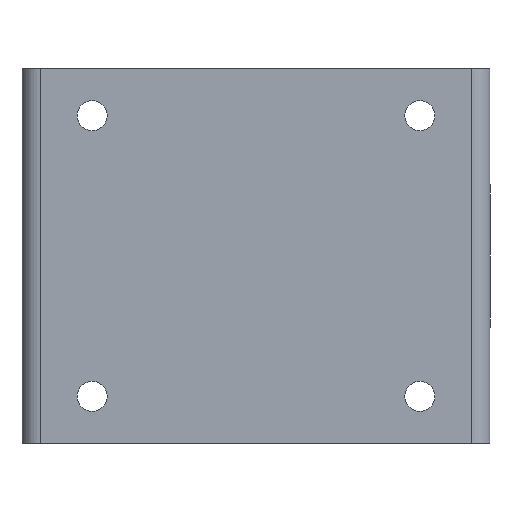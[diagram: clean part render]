
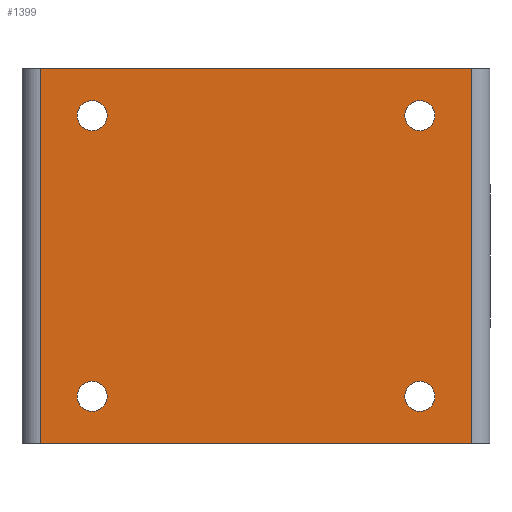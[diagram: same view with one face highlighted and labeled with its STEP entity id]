
A CAD part, front view. The second image highlights one B-rep face of the part: STEP entity #1399.
In plain terms, the highlighted planar face has unit normal (0, -1, 0).
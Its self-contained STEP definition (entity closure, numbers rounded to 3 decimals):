
#53 = FACE_BOUND ( 'NONE', #264, .T. ) ;
#101 = ORIENTED_EDGE ( 'NONE', *, *, #989, .F. ) ;
#102 = FACE_BOUND ( 'NONE', #1856, .T. ) ;
#105 = FACE_OUTER_BOUND ( 'NONE', #537, .T. ) ;
#113 = ORIENTED_EDGE ( 'NONE', *, *, #1777, .F. ) ;
#114 = FACE_BOUND ( 'NONE', #1625, .T. ) ;
#120 = DIRECTION ( 'NONE',  ( 0., 0., -1. ) ) ;
#140 = ORIENTED_EDGE ( 'NONE', *, *, #798, .F. ) ;
#158 = VERTEX_POINT ( 'NONE', #892 ) ;
#165 = DIRECTION ( 'NONE',  ( 0., 0., -1. ) ) ;
#224 = DIRECTION ( 'NONE',  ( 0., 0., -1. ) ) ;
#240 = CARTESIAN_POINT ( 'NONE',  ( -35., 0., -30. ) ) ;
#264 = EDGE_LOOP ( 'NONE', ( #140, #113 ) ) ;
#275 = LINE ( 'NONE', #1686, #920 ) ;
#279 = CIRCLE ( 'NONE', #1300, 3.2 ) ;
#293 = CARTESIAN_POINT ( 'NONE',  ( 35., 0., -30. ) ) ;
#305 = DIRECTION ( 'NONE',  ( 0., -1., 0. ) ) ;
#346 = CARTESIAN_POINT ( 'NONE',  ( 35., 0., 30. ) ) ;
#347 = AXIS2_PLACEMENT_3D ( 'NONE', #1181, #305, #165 ) ;
#380 = EDGE_CURVE ( 'NONE', #1266, #1036, #459, .T. ) ;
#393 = ORIENTED_EDGE ( 'NONE', *, *, #891, .T. ) ;
#413 = ORIENTED_EDGE ( 'NONE', *, *, #1812, .F. ) ;
#424 = DIRECTION ( 'NONE',  ( 0., -1., 0. ) ) ;
#427 = CARTESIAN_POINT ( 'NONE',  ( -35., 0., 30. ) ) ;
#435 = DIRECTION ( 'NONE',  ( 0., 0., -1. ) ) ;
#459 = CIRCLE ( 'NONE', #998, 3.2 ) ;
#468 = AXIS2_PLACEMENT_3D ( 'NONE', #500, #1260, #1009 ) ;
#500 = CARTESIAN_POINT ( 'NONE',  ( 35., 0., 30. ) ) ;
#537 = EDGE_LOOP ( 'NONE', ( #1513, #1483, #1893, #393 ) ) ;
#567 = DIRECTION ( 'NONE',  ( -1., 0., 0. ) ) ;
#579 = VERTEX_POINT ( 'NONE', #1090 ) ;
#589 = CARTESIAN_POINT ( 'NONE',  ( 46.088, 0., -40. ) ) ;
#594 = CIRCLE ( 'NONE', #1501, 3.2 ) ;
#616 = CARTESIAN_POINT ( 'NONE',  ( 35., 0., -26.8 ) ) ;
#618 = LINE ( 'NONE', #626, #2006 ) ;
#625 = CARTESIAN_POINT ( 'NONE',  ( -35., 0., -30. ) ) ;
#626 = CARTESIAN_POINT ( 'NONE',  ( 50., 0., -40. ) ) ;
#681 = CARTESIAN_POINT ( 'NONE',  ( 46.088, 0., 40. ) ) ;
#722 = FACE_BOUND ( 'NONE', #1468, .T. ) ;
#738 = CARTESIAN_POINT ( 'NONE',  ( -46.088, 0., 40. ) ) ;
#798 = EDGE_CURVE ( 'NONE', #1001, #1438, #1984, .T. ) ;
#850 = VERTEX_POINT ( 'NONE', #738 ) ;
#857 = EDGE_CURVE ( 'NONE', #850, #1658, #1312, .T. ) ;
#861 = CARTESIAN_POINT ( 'NONE',  ( -35., 0., 33.2 ) ) ;
#864 = EDGE_CURVE ( 'NONE', #1658, #886, #618, .T. ) ;
#886 = VERTEX_POINT ( 'NONE', #1356 ) ;
#891 = EDGE_CURVE ( 'NONE', #886, #1594, #1979, .T. ) ;
#892 = CARTESIAN_POINT ( 'NONE',  ( 35., 0., 33.2 ) ) ;
#920 = VECTOR ( 'NONE', #567, 1000. ) ;
#977 = CARTESIAN_POINT ( 'NONE',  ( -35., 0., -33.2 ) ) ;
#989 = EDGE_CURVE ( 'NONE', #579, #158, #1959, .T. ) ;
#998 = AXIS2_PLACEMENT_3D ( 'NONE', #240, #1321, #1976 ) ;
#1001 = VERTEX_POINT ( 'NONE', #1749 ) ;
#1009 = DIRECTION ( 'NONE',  ( 0., 0., -1. ) ) ;
#1017 = EDGE_CURVE ( 'NONE', #1036, #1266, #594, .T. ) ;
#1036 = VERTEX_POINT ( 'NONE', #977 ) ;
#1055 = DIRECTION ( 'NONE',  ( 0., 0., -1. ) ) ;
#1061 = AXIS2_PLACEMENT_3D ( 'NONE', #1532, #1392, #1055 ) ;
#1062 = CARTESIAN_POINT ( 'NONE',  ( -46.088, 0., -40. ) ) ;
#1074 = CARTESIAN_POINT ( 'NONE',  ( 35., 0., -30. ) ) ;
#1077 = CARTESIAN_POINT ( 'NONE',  ( -35., 0., 26.8 ) ) ;
#1080 = DIRECTION ( 'NONE',  ( 0., 0., -1. ) ) ;
#1085 = ORIENTED_EDGE ( 'NONE', *, *, #1311, .F. ) ;
#1090 = CARTESIAN_POINT ( 'NONE',  ( 35., 0., 26.8 ) ) ;
#1122 = ORIENTED_EDGE ( 'NONE', *, *, #1017, .F. ) ;
#1181 = CARTESIAN_POINT ( 'NONE',  ( 0., 0., 0. ) ) ;
#1208 = DIRECTION ( 'NONE',  ( 0., 0., 1. ) ) ;
#1250 = PLANE ( 'NONE',  #347 ) ;
#1251 = VECTOR ( 'NONE', #1208, 1000. ) ;
#1260 = DIRECTION ( 'NONE',  ( 0., -1., 0. ) ) ;
#1266 = VERTEX_POINT ( 'NONE', #1451 ) ;
#1300 = AXIS2_PLACEMENT_3D ( 'NONE', #427, #1346, #435 ) ;
#1310 = ORIENTED_EDGE ( 'NONE', *, *, #380, .F. ) ;
#1311 = EDGE_CURVE ( 'NONE', #158, #579, #1407, .T. ) ;
#1312 = LINE ( 'NONE', #1369, #1334 ) ;
#1321 = DIRECTION ( 'NONE',  ( 0., -1., 0. ) ) ;
#1334 = VECTOR ( 'NONE', #120, 1000. ) ;
#1346 = DIRECTION ( 'NONE',  ( 0., -1., 0. ) ) ;
#1356 = CARTESIAN_POINT ( 'NONE',  ( 46.088, 0., -40. ) ) ;
#1369 = CARTESIAN_POINT ( 'NONE',  ( -46.088, 0., 40. ) ) ;
#1386 = VERTEX_POINT ( 'NONE', #1077 ) ;
#1392 = DIRECTION ( 'NONE',  ( 0., -1., 0. ) ) ;
#1399 = ADVANCED_FACE ( 'NONE', ( #102, #722, #114, #53, #105 ), #1250, .T. ) ;
#1403 = DIRECTION ( 'NONE',  ( 0., 0., -1. ) ) ;
#1407 = CIRCLE ( 'NONE', #1419, 3.2 ) ;
#1410 = DIRECTION ( 'NONE',  ( 0., 0., -1. ) ) ;
#1419 = AXIS2_PLACEMENT_3D ( 'NONE', #346, #1825, #1403 ) ;
#1438 = VERTEX_POINT ( 'NONE', #616 ) ;
#1451 = CARTESIAN_POINT ( 'NONE',  ( -35., 0., -26.8 ) ) ;
#1468 = EDGE_LOOP ( 'NONE', ( #101, #1085 ) ) ;
#1483 = ORIENTED_EDGE ( 'NONE', *, *, #857, .T. ) ;
#1501 = AXIS2_PLACEMENT_3D ( 'NONE', #625, #1832, #224 ) ;
#1513 = ORIENTED_EDGE ( 'NONE', *, *, #1956, .T. ) ;
#1528 = CIRCLE ( 'NONE', #1061, 3.2 ) ;
#1532 = CARTESIAN_POINT ( 'NONE',  ( -35., 0., 30. ) ) ;
#1544 = VERTEX_POINT ( 'NONE', #861 ) ;
#1574 = AXIS2_PLACEMENT_3D ( 'NONE', #293, #424, #1080 ) ;
#1594 = VERTEX_POINT ( 'NONE', #681 ) ;
#1602 = AXIS2_PLACEMENT_3D ( 'NONE', #1074, #1847, #1410 ) ;
#1625 = EDGE_LOOP ( 'NONE', ( #1122, #1310 ) ) ;
#1629 = CIRCLE ( 'NONE', #1574, 3.2 ) ;
#1658 = VERTEX_POINT ( 'NONE', #1062 ) ;
#1659 = EDGE_CURVE ( 'NONE', #1544, #1386, #1528, .T. ) ;
#1686 = CARTESIAN_POINT ( 'NONE',  ( 50., 0., 40. ) ) ;
#1749 = CARTESIAN_POINT ( 'NONE',  ( 35., 0., -33.2 ) ) ;
#1777 = EDGE_CURVE ( 'NONE', #1438, #1001, #1629, .T. ) ;
#1812 = EDGE_CURVE ( 'NONE', #1386, #1544, #279, .T. ) ;
#1825 = DIRECTION ( 'NONE',  ( 0., -1., 0. ) ) ;
#1832 = DIRECTION ( 'NONE',  ( 0., -1., 0. ) ) ;
#1847 = DIRECTION ( 'NONE',  ( 0., -1., 0. ) ) ;
#1856 = EDGE_LOOP ( 'NONE', ( #413, #2001 ) ) ;
#1893 = ORIENTED_EDGE ( 'NONE', *, *, #864, .T. ) ;
#1956 = EDGE_CURVE ( 'NONE', #1594, #850, #275, .T. ) ;
#1959 = CIRCLE ( 'NONE', #468, 3.2 ) ;
#1976 = DIRECTION ( 'NONE',  ( 0., 0., -1. ) ) ;
#1979 = LINE ( 'NONE', #589, #1251 ) ;
#1984 = CIRCLE ( 'NONE', #1602, 3.2 ) ;
#2001 = ORIENTED_EDGE ( 'NONE', *, *, #1659, .F. ) ;
#2006 = VECTOR ( 'NONE', #2020, 1000. ) ;
#2020 = DIRECTION ( 'NONE',  ( 1., 0., 0. ) ) ;
